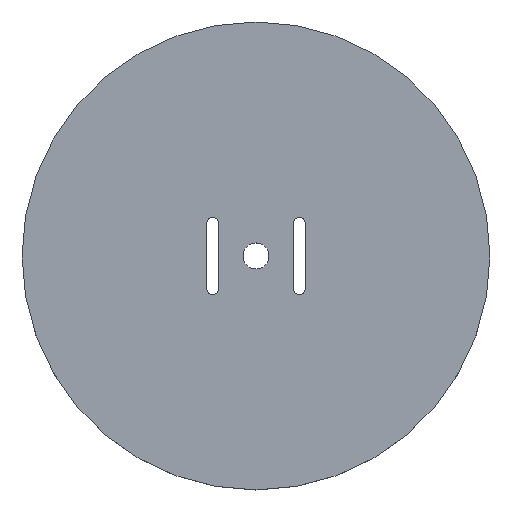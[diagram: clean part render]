
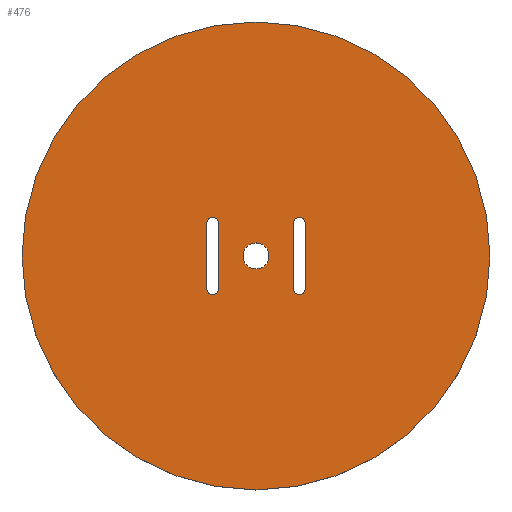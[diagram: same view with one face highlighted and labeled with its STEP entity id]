
A CAD part, top view. The second image highlights one B-rep face of the part: STEP entity #476.
In plain terms, the highlighted planar face has unit normal (0, 0, 1).
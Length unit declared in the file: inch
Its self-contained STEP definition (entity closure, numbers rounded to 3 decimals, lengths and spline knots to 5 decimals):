
#6 = VERTEX_POINT ( 'NONE', #341 ) ;
#15 = CARTESIAN_POINT ( 'NONE',  ( -0.075, 0., 0.25 ) ) ;
#18 = VECTOR ( 'NONE', #70, 39.37008 ) ;
#19 = VERTEX_POINT ( 'NONE', #430 ) ;
#27 = VERTEX_POINT ( 'NONE', #262 ) ;
#28 = CARTESIAN_POINT ( 'NONE',  ( 0.25, 0.18846, 0.25 ) ) ;
#30 = DIRECTION ( 'NONE',  ( 0., 0., 1. ) ) ;
#34 = LINE ( 'NONE', #295, #123 ) ;
#36 = VERTEX_POINT ( 'NONE', #139 ) ;
#39 = CARTESIAN_POINT ( 'NONE',  ( 0.21643, -0.18846, 0.25 ) ) ;
#41 = EDGE_CURVE ( 'NONE', #474, #505, #155, .T. ) ;
#45 = AXIS2_PLACEMENT_3D ( 'NONE', #381, #343, #219 ) ;
#46 = CIRCLE ( 'NONE', #494, 1.35 ) ;
#50 = VECTOR ( 'NONE', #517, 39.37008 ) ;
#57 = FACE_BOUND ( 'NONE', #333, .T. ) ;
#70 = DIRECTION ( 'NONE',  ( 0., 1., 0. ) ) ;
#71 = DIRECTION ( 'NONE',  ( 0., 0., 1. ) ) ;
#74 = LINE ( 'NONE', #110, #18 ) ;
#79 = DIRECTION ( 'NONE',  ( 1., 0., 0. ) ) ;
#80 = AXIS2_PLACEMENT_3D ( 'NONE', #269, #30, #225 ) ;
#95 = CIRCLE ( 'NONE', #285, 0.03357 ) ;
#109 = CARTESIAN_POINT ( 'NONE',  ( -0.21643, -0.18846, 0.25 ) ) ;
#110 = CARTESIAN_POINT ( 'NONE',  ( -0.21643, 0.18846, 0.25 ) ) ;
#112 = LINE ( 'NONE', #522, #50 ) ;
#115 = CIRCLE ( 'NONE', #120, 0.075 ) ;
#119 = CARTESIAN_POINT ( 'NONE',  ( 0., 0., 0.25 ) ) ;
#120 = AXIS2_PLACEMENT_3D ( 'NONE', #119, #314, #79 ) ;
#122 = CARTESIAN_POINT ( 'NONE',  ( 1.35, 0., 0.25 ) ) ;
#123 = VECTOR ( 'NONE', #133, 39.37008 ) ;
#125 = EDGE_LOOP ( 'NONE', ( #294, #256 ) ) ;
#133 = DIRECTION ( 'NONE',  ( 0., 1., 0. ) ) ;
#137 = ORIENTED_EDGE ( 'NONE', *, *, #237, .F. ) ;
#139 = CARTESIAN_POINT ( 'NONE',  ( -0.21643, 0.18846, 0.25 ) ) ;
#143 = ORIENTED_EDGE ( 'NONE', *, *, #501, .F. ) ;
#144 = EDGE_CURVE ( 'NONE', #36, #503, #221, .T. ) ;
#151 = ORIENTED_EDGE ( 'NONE', *, *, #41, .F. ) ;
#155 = CIRCLE ( 'NONE', #45, 0.075 ) ;
#161 = FACE_BOUND ( 'NONE', #488, .T. ) ;
#164 = DIRECTION ( 'NONE',  ( 1., 0., 0. ) ) ;
#165 = AXIS2_PLACEMENT_3D ( 'NONE', #513, #304, #388 ) ;
#166 = CIRCLE ( 'NONE', #207, 0.03357 ) ;
#173 = DIRECTION ( 'NONE',  ( 0., -1., 0. ) ) ;
#174 = EDGE_CURVE ( 'NONE', #489, #6, #95, .T. ) ;
#185 = DIRECTION ( 'NONE',  ( 1., 0., 0. ) ) ;
#194 = EDGE_CURVE ( 'NONE', #230, #36, #74, .T. ) ;
#198 = ORIENTED_EDGE ( 'NONE', *, *, #386, .F. ) ;
#200 = DIRECTION ( 'NONE',  ( 1., 0., 0. ) ) ;
#201 = PLANE ( 'NONE',  #468 ) ;
#207 = AXIS2_PLACEMENT_3D ( 'NONE', #231, #401, #444 ) ;
#215 = CARTESIAN_POINT ( 'NONE',  ( 0.28357, 0.18846, 0.25 ) ) ;
#219 = DIRECTION ( 'NONE',  ( 1., 0., 0. ) ) ;
#221 = CIRCLE ( 'NONE', #80, 0.03357 ) ;
#225 = DIRECTION ( 'NONE',  ( 1., 0., 0. ) ) ;
#230 = VERTEX_POINT ( 'NONE', #109 ) ;
#231 = CARTESIAN_POINT ( 'NONE',  ( 0.25, -0.18846, 0.25 ) ) ;
#236 = ORIENTED_EDGE ( 'NONE', *, *, #194, .F. ) ;
#237 = EDGE_CURVE ( 'NONE', #6, #357, #112, .T. ) ;
#253 = EDGE_CURVE ( 'NONE', #27, #455, #521, .T. ) ;
#256 = ORIENTED_EDGE ( 'NONE', *, *, #480, .T. ) ;
#261 = ORIENTED_EDGE ( 'NONE', *, *, #144, .F. ) ;
#262 = CARTESIAN_POINT ( 'NONE',  ( -1.35, 0., 0.25 ) ) ;
#268 = ORIENTED_EDGE ( 'NONE', *, *, #174, .F. ) ;
#269 = CARTESIAN_POINT ( 'NONE',  ( -0.25, 0.18846, 0.25 ) ) ;
#281 = CARTESIAN_POINT ( 'NONE',  ( 0.28357, -0.18846, 0.25 ) ) ;
#285 = AXIS2_PLACEMENT_3D ( 'NONE', #28, #71, #185 ) ;
#289 = DIRECTION ( 'NONE',  ( 0., 0., 1. ) ) ;
#294 = ORIENTED_EDGE ( 'NONE', *, *, #253, .T. ) ;
#295 = CARTESIAN_POINT ( 'NONE',  ( 0.28357, 0.18846, 0.25 ) ) ;
#296 = CARTESIAN_POINT ( 'NONE',  ( -0.28357, 0.18846, 0.25 ) ) ;
#304 = DIRECTION ( 'NONE',  ( 0., 0., 1. ) ) ;
#314 = DIRECTION ( 'NONE',  ( 0., 0., 1. ) ) ;
#316 = EDGE_CURVE ( 'NONE', #505, #474, #115, .T. ) ;
#327 = CARTESIAN_POINT ( 'NONE',  ( -0.28357, 0.18846, 0.25 ) ) ;
#332 = CARTESIAN_POINT ( 'NONE',  ( -0.25, -0.18846, 0.25 ) ) ;
#333 = EDGE_LOOP ( 'NONE', ( #268, #143, #198, #137 ) ) ;
#339 = ORIENTED_EDGE ( 'NONE', *, *, #500, .F. ) ;
#341 = CARTESIAN_POINT ( 'NONE',  ( 0.21643, 0.18846, 0.25 ) ) ;
#342 = AXIS2_PLACEMENT_3D ( 'NONE', #332, #375, #461 ) ;
#343 = DIRECTION ( 'NONE',  ( 0., 0., 1. ) ) ;
#344 = FACE_BOUND ( 'NONE', #345, .T. ) ;
#345 = EDGE_LOOP ( 'NONE', ( #151, #511 ) ) ;
#357 = VERTEX_POINT ( 'NONE', #39 ) ;
#359 = VERTEX_POINT ( 'NONE', #281 ) ;
#368 = CARTESIAN_POINT ( 'NONE',  ( 0.075, 0., 0.25 ) ) ;
#375 = DIRECTION ( 'NONE',  ( 0., 0., 1. ) ) ;
#381 = CARTESIAN_POINT ( 'NONE',  ( 0., 0., 0.25 ) ) ;
#386 = EDGE_CURVE ( 'NONE', #357, #359, #166, .T. ) ;
#388 = DIRECTION ( 'NONE',  ( 1., 0., 0. ) ) ;
#401 = DIRECTION ( 'NONE',  ( 0., 0., 1. ) ) ;
#409 = CARTESIAN_POINT ( 'NONE',  ( 0., 0., 0.25 ) ) ;
#414 = DIRECTION ( 'NONE',  ( 0., 0., 1. ) ) ;
#430 = CARTESIAN_POINT ( 'NONE',  ( -0.28357, -0.18846, 0.25 ) ) ;
#441 = LINE ( 'NONE', #296, #457 ) ;
#444 = DIRECTION ( 'NONE',  ( 1., 0., 0. ) ) ;
#453 = CIRCLE ( 'NONE', #342, 0.03357 ) ;
#455 = VERTEX_POINT ( 'NONE', #122 ) ;
#457 = VECTOR ( 'NONE', #173, 39.37008 ) ;
#461 = DIRECTION ( 'NONE',  ( 1., 0., 0. ) ) ;
#468 = AXIS2_PLACEMENT_3D ( 'NONE', #493, #289, #164 ) ;
#474 = VERTEX_POINT ( 'NONE', #368 ) ;
#475 = FACE_OUTER_BOUND ( 'NONE', #125, .T. ) ;
#476 = ADVANCED_FACE ( 'NONE', ( #344, #161, #57, #475 ), #201, .T. ) ;
#480 = EDGE_CURVE ( 'NONE', #455, #27, #46, .T. ) ;
#488 = EDGE_LOOP ( 'NONE', ( #261, #236, #339, #498 ) ) ;
#489 = VERTEX_POINT ( 'NONE', #215 ) ;
#493 = CARTESIAN_POINT ( 'NONE',  ( 0., 0., 0.25 ) ) ;
#494 = AXIS2_PLACEMENT_3D ( 'NONE', #409, #414, #200 ) ;
#498 = ORIENTED_EDGE ( 'NONE', *, *, #509, .F. ) ;
#500 = EDGE_CURVE ( 'NONE', #19, #230, #453, .T. ) ;
#501 = EDGE_CURVE ( 'NONE', #359, #489, #34, .T. ) ;
#503 = VERTEX_POINT ( 'NONE', #327 ) ;
#505 = VERTEX_POINT ( 'NONE', #15 ) ;
#509 = EDGE_CURVE ( 'NONE', #503, #19, #441, .T. ) ;
#511 = ORIENTED_EDGE ( 'NONE', *, *, #316, .F. ) ;
#513 = CARTESIAN_POINT ( 'NONE',  ( 0., 0., 0.25 ) ) ;
#517 = DIRECTION ( 'NONE',  ( 0., -1., 0. ) ) ;
#521 = CIRCLE ( 'NONE', #165, 1.35 ) ;
#522 = CARTESIAN_POINT ( 'NONE',  ( 0.21643, 0.18846, 0.25 ) ) ;
